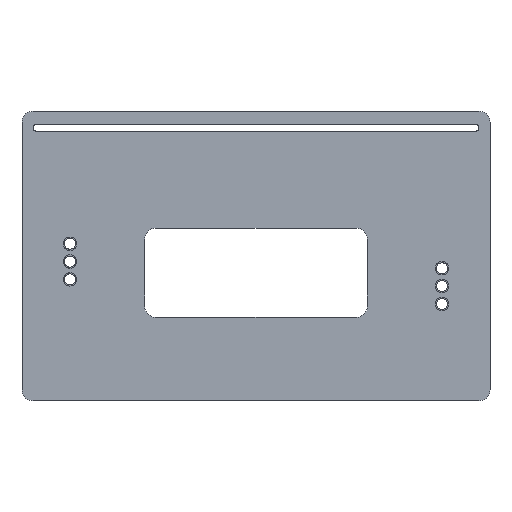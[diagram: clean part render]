
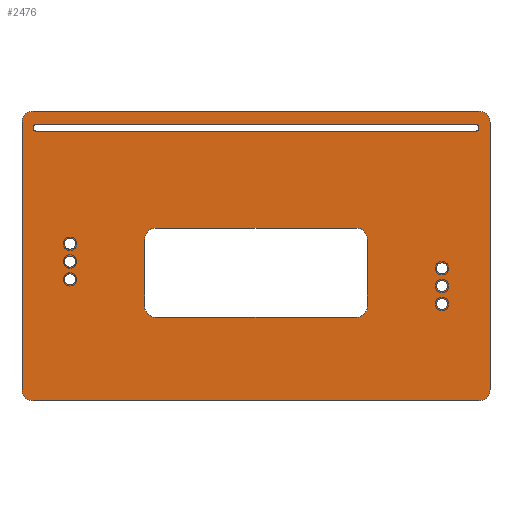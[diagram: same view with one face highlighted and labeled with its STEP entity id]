
A CAD part, front view. The second image highlights one B-rep face of the part: STEP entity #2476.
In plain terms, the highlighted planar face has unit normal (0, -1, 0).
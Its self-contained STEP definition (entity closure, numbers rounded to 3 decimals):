
#1=DIRECTION('',(1.,0.,0.));
#2=VECTOR('',#1,90.);
#3=CARTESIAN_POINT('',(-45.,0.,20.));
#4=LINE('',#3,#2);
#5=DIRECTION('',(0.,0.,1.));
#6=VECTOR('',#5,30.);
#7=CARTESIAN_POINT('',(-50.,0.,-15.));
#8=LINE('',#7,#6);
#9=DIRECTION('',(-1.,0.,0.));
#10=VECTOR('',#9,90.);
#11=CARTESIAN_POINT('',(45.,0.,-20.));
#12=LINE('',#11,#10);
#13=DIRECTION('',(0.,0.,-1.));
#14=VECTOR('',#13,30.);
#15=CARTESIAN_POINT('',(50.,0.,15.));
#16=LINE('',#15,#14);
#17=CARTESIAN_POINT('',(83.5,0.,-6.));
#18=DIRECTION('',(0.,1.,0.));
#19=DIRECTION('',(1.,0.,0.));
#20=AXIS2_PLACEMENT_3D('',#17,#18,#19);
#22=CARTESIAN_POINT('',(83.5,0.,-6.));
#23=DIRECTION('',(0.,1.,0.));
#24=DIRECTION('',(-1.,0.,0.));
#25=AXIS2_PLACEMENT_3D('',#22,#23,#24);
#27=CARTESIAN_POINT('',(83.5,0.,-14.));
#28=DIRECTION('',(0.,1.,0.));
#29=DIRECTION('',(1.,0.,0.));
#30=AXIS2_PLACEMENT_3D('',#27,#28,#29);
#32=CARTESIAN_POINT('',(83.5,0.,-14.));
#33=DIRECTION('',(0.,1.,0.));
#34=DIRECTION('',(-1.,0.,0.));
#35=AXIS2_PLACEMENT_3D('',#32,#33,#34);
#37=CARTESIAN_POINT('',(83.5,0.,2.));
#38=DIRECTION('',(0.,1.,0.));
#39=DIRECTION('',(1.,0.,0.));
#40=AXIS2_PLACEMENT_3D('',#37,#38,#39);
#42=CARTESIAN_POINT('',(83.5,0.,2.));
#43=DIRECTION('',(0.,1.,0.));
#44=DIRECTION('',(-1.,0.,0.));
#45=AXIS2_PLACEMENT_3D('',#42,#43,#44);
#47=CARTESIAN_POINT('',(-83.5,0.,5.));
#48=DIRECTION('',(0.,1.,0.));
#49=DIRECTION('',(1.,0.,0.));
#50=AXIS2_PLACEMENT_3D('',#47,#48,#49);
#52=CARTESIAN_POINT('',(-83.5,0.,5.));
#53=DIRECTION('',(0.,1.,0.));
#54=DIRECTION('',(-1.,0.,0.));
#55=AXIS2_PLACEMENT_3D('',#52,#53,#54);
#57=CARTESIAN_POINT('',(-83.5,0.,-3.));
#58=DIRECTION('',(0.,1.,0.));
#59=DIRECTION('',(1.,0.,0.));
#60=AXIS2_PLACEMENT_3D('',#57,#58,#59);
#62=CARTESIAN_POINT('',(-83.5,0.,-3.));
#63=DIRECTION('',(0.,1.,0.));
#64=DIRECTION('',(-1.,0.,0.));
#65=AXIS2_PLACEMENT_3D('',#62,#63,#64);
#67=CARTESIAN_POINT('',(-83.5,0.,13.));
#68=DIRECTION('',(0.,1.,0.));
#69=DIRECTION('',(1.,0.,0.));
#70=AXIS2_PLACEMENT_3D('',#67,#68,#69);
#72=CARTESIAN_POINT('',(-83.5,0.,13.));
#73=DIRECTION('',(0.,1.,0.));
#74=DIRECTION('',(-1.,0.,0.));
#75=AXIS2_PLACEMENT_3D('',#72,#73,#74);
#77=DIRECTION('',(-1.,0.,0.));
#78=VECTOR('',#77,197.);
#79=CARTESIAN_POINT('',(98.5,0.,63.5));
#80=LINE('',#79,#78);
#81=CARTESIAN_POINT('',(98.5,0.,65.));
#82=DIRECTION('',(0.,-1.,0.));
#83=DIRECTION('',(0.,0.,-1.));
#84=AXIS2_PLACEMENT_3D('',#81,#82,#83);
#86=DIRECTION('',(1.,0.,0.));
#87=VECTOR('',#86,197.);
#88=CARTESIAN_POINT('',(-98.5,0.,66.5));
#89=LINE('',#88,#87);
#90=CARTESIAN_POINT('',(-98.5,0.,65.));
#91=DIRECTION('',(0.,-1.,0.));
#92=DIRECTION('',(0.,0.,1.));
#93=AXIS2_PLACEMENT_3D('',#90,#91,#92);
#95=CARTESIAN_POINT('',(-100.,0.,-52.5));
#96=DIRECTION('',(0.,-1.,0.));
#97=DIRECTION('',(-1.,0.,0.));
#98=AXIS2_PLACEMENT_3D('',#95,#96,#97);
#100=DIRECTION('',(0.,0.,1.));
#101=VECTOR('',#100,120.);
#102=CARTESIAN_POINT('',(-105.,0.,-52.5));
#103=LINE('',#102,#101);
#104=CARTESIAN_POINT('',(-100.,0.,67.5));
#105=DIRECTION('',(0.,-1.,0.));
#106=DIRECTION('',(0.,0.,1.));
#107=AXIS2_PLACEMENT_3D('',#104,#105,#106);
#109=CARTESIAN_POINT('',(100.,0.,67.5));
#110=DIRECTION('',(0.,-1.,0.));
#111=DIRECTION('',(1.,0.,0.));
#112=AXIS2_PLACEMENT_3D('',#109,#110,#111);
#114=DIRECTION('',(0.,0.,-1.));
#115=VECTOR('',#114,120.);
#116=CARTESIAN_POINT('',(105.,0.,67.5));
#117=LINE('',#116,#115);
#118=CARTESIAN_POINT('',(100.,0.,-52.5));
#119=DIRECTION('',(0.,-1.,0.));
#120=DIRECTION('',(0.,0.,-1.));
#121=AXIS2_PLACEMENT_3D('',#118,#119,#120);
#123=DIRECTION('',(-1.,0.,0.));
#124=VECTOR('',#123,200.);
#125=CARTESIAN_POINT('',(100.,0.,-57.5));
#126=LINE('',#125,#124);
#398=CARTESIAN_POINT('',(45.,0.,-15.));
#399=DIRECTION('',(0.,1.,0.));
#400=DIRECTION('',(1.,0.,0.));
#401=AXIS2_PLACEMENT_3D('',#398,#399,#400);
#416=CARTESIAN_POINT('',(45.,0.,15.));
#417=DIRECTION('',(0.,1.,0.));
#418=DIRECTION('',(0.,0.,1.));
#419=AXIS2_PLACEMENT_3D('',#416,#417,#418);
#426=CARTESIAN_POINT('',(-45.,0.,-15.));
#427=DIRECTION('',(0.,1.,0.));
#428=DIRECTION('',(0.,0.,-1.));
#429=AXIS2_PLACEMENT_3D('',#426,#427,#428);
#444=CARTESIAN_POINT('',(-45.,0.,15.));
#445=DIRECTION('',(0.,1.,0.));
#446=DIRECTION('',(-1.,0.,0.));
#447=AXIS2_PLACEMENT_3D('',#444,#445,#446);
#1840=DIRECTION('',(1.,0.,0.));
#1841=VECTOR('',#1840,200.);
#1842=CARTESIAN_POINT('',(-100.,0.,72.5));
#1843=LINE('',#1842,#1841);
#1850=CARTESIAN_POINT('',(-50.,0.,-15.));
#1852=VERTEX_POINT('',#1850);
#1854=CARTESIAN_POINT('',(-45.,0.,-20.));
#1856=VERTEX_POINT('',#1854);
#1858=CARTESIAN_POINT('',(-45.,0.,20.));
#1860=VERTEX_POINT('',#1858);
#1862=CARTESIAN_POINT('',(-50.,0.,15.));
#1864=VERTEX_POINT('',#1862);
#1866=CARTESIAN_POINT('',(45.,0.,-20.));
#1868=VERTEX_POINT('',#1866);
#1870=CARTESIAN_POINT('',(50.,0.,-15.));
#1872=VERTEX_POINT('',#1870);
#1874=CARTESIAN_POINT('',(50.,0.,15.));
#1876=VERTEX_POINT('',#1874);
#1878=CARTESIAN_POINT('',(45.,0.,20.));
#1880=VERTEX_POINT('',#1878);
#1917=CARTESIAN_POINT('',(86.,0.,-6.));
#1918=VERTEX_POINT('',#1917);
#1919=CARTESIAN_POINT('',(81.,0.,-6.));
#1920=VERTEX_POINT('',#1919);
#1925=CARTESIAN_POINT('',(-81.,0.,5.));
#1926=VERTEX_POINT('',#1925);
#1927=CARTESIAN_POINT('',(-86.,0.,5.));
#1928=VERTEX_POINT('',#1927);
#1990=CARTESIAN_POINT('',(98.5,0.,66.5));
#1992=VERTEX_POINT('',#1990);
#1994=CARTESIAN_POINT('',(98.5,0.,63.5));
#1996=VERTEX_POINT('',#1994);
#1998=CARTESIAN_POINT('',(-98.5,0.,66.5));
#2000=VERTEX_POINT('',#1998);
#2002=CARTESIAN_POINT('',(-98.5,0.,63.5));
#2004=VERTEX_POINT('',#2002);
#2005=CARTESIAN_POINT('',(86.,0.,-14.));
#2006=CARTESIAN_POINT('',(81.,0.,-14.));
#2007=VERTEX_POINT('',#2005);
#2008=VERTEX_POINT('',#2006);
#2013=CARTESIAN_POINT('',(86.,0.,2.));
#2014=CARTESIAN_POINT('',(81.,0.,2.));
#2015=VERTEX_POINT('',#2013);
#2016=VERTEX_POINT('',#2014);
#2021=CARTESIAN_POINT('',(-81.,0.,-3.));
#2022=CARTESIAN_POINT('',(-86.,0.,-3.));
#2023=VERTEX_POINT('',#2021);
#2024=VERTEX_POINT('',#2022);
#2029=CARTESIAN_POINT('',(-81.,0.,13.));
#2030=CARTESIAN_POINT('',(-86.,0.,13.));
#2031=VERTEX_POINT('',#2029);
#2032=VERTEX_POINT('',#2030);
#2309=CARTESIAN_POINT('',(-105.,0.,-52.5));
#2310=CARTESIAN_POINT('',(-100.,0.,-57.5));
#2311=VERTEX_POINT('',#2309);
#2312=VERTEX_POINT('',#2310);
#2317=CARTESIAN_POINT('',(100.,0.,-57.5));
#2318=CARTESIAN_POINT('',(105.,0.,-52.5));
#2319=VERTEX_POINT('',#2317);
#2320=VERTEX_POINT('',#2318);
#2333=CARTESIAN_POINT('',(-100.,0.,72.5));
#2334=CARTESIAN_POINT('',(-105.,0.,67.5));
#2335=VERTEX_POINT('',#2333);
#2336=VERTEX_POINT('',#2334);
#2353=CARTESIAN_POINT('',(105.,0.,67.5));
#2354=VERTEX_POINT('',#2353);
#2355=CARTESIAN_POINT('',(100.,0.,72.5));
#2356=VERTEX_POINT('',#2355);
#2389=CARTESIAN_POINT('',(0.,0.,0.));
#2390=DIRECTION('',(0.,1.,0.));
#2391=DIRECTION('',(1.,0.,0.));
#2392=AXIS2_PLACEMENT_3D('',#2389,#2390,#2391);
#2393=PLANE('',#2392);
#2395=ORIENTED_EDGE('',*,*,#2394,.F.);
#2397=ORIENTED_EDGE('',*,*,#2396,.T.);
#2399=ORIENTED_EDGE('',*,*,#2398,.F.);
#2401=ORIENTED_EDGE('',*,*,#2400,.T.);
#2403=ORIENTED_EDGE('',*,*,#2402,.F.);
#2405=ORIENTED_EDGE('',*,*,#2404,.T.);
#2407=ORIENTED_EDGE('',*,*,#2406,.F.);
#2409=ORIENTED_EDGE('',*,*,#2408,.T.);
#2410=EDGE_LOOP('',(#2395,#2397,#2399,#2401,#2403,#2405,#2407,#2409));
#2411=FACE_OUTER_BOUND('',#2410,.F.);
#2413=ORIENTED_EDGE('',*,*,#2412,.F.);
#2415=ORIENTED_EDGE('',*,*,#2414,.F.);
#2416=EDGE_LOOP('',(#2413,#2415));
#2417=FACE_BOUND('',#2416,.F.);
#2419=ORIENTED_EDGE('',*,*,#2418,.F.);
#2421=ORIENTED_EDGE('',*,*,#2420,.F.);
#2422=EDGE_LOOP('',(#2419,#2421));
#2423=FACE_BOUND('',#2422,.F.);
#2425=ORIENTED_EDGE('',*,*,#2424,.F.);
#2427=ORIENTED_EDGE('',*,*,#2426,.F.);
#2428=EDGE_LOOP('',(#2425,#2427));
#2429=FACE_BOUND('',#2428,.F.);
#2431=ORIENTED_EDGE('',*,*,#2430,.F.);
#2433=ORIENTED_EDGE('',*,*,#2432,.F.);
#2434=EDGE_LOOP('',(#2431,#2433));
#2435=FACE_BOUND('',#2434,.F.);
#2437=ORIENTED_EDGE('',*,*,#2436,.F.);
#2439=ORIENTED_EDGE('',*,*,#2438,.F.);
#2440=EDGE_LOOP('',(#2437,#2439));
#2441=FACE_BOUND('',#2440,.F.);
#2443=ORIENTED_EDGE('',*,*,#2442,.F.);
#2445=ORIENTED_EDGE('',*,*,#2444,.F.);
#2446=EDGE_LOOP('',(#2443,#2445));
#2447=FACE_BOUND('',#2446,.F.);
#2449=ORIENTED_EDGE('',*,*,#2448,.F.);
#2451=ORIENTED_EDGE('',*,*,#2450,.T.);
#2453=ORIENTED_EDGE('',*,*,#2452,.F.);
#2455=ORIENTED_EDGE('',*,*,#2454,.T.);
#2456=EDGE_LOOP('',(#2449,#2451,#2453,#2455));
#2457=FACE_BOUND('',#2456,.F.);
#2459=ORIENTED_EDGE('',*,*,#2458,.F.);
#2461=ORIENTED_EDGE('',*,*,#2460,.F.);
#2463=ORIENTED_EDGE('',*,*,#2462,.F.);
#2465=ORIENTED_EDGE('',*,*,#2464,.F.);
#2467=ORIENTED_EDGE('',*,*,#2466,.F.);
#2469=ORIENTED_EDGE('',*,*,#2468,.F.);
#2471=ORIENTED_EDGE('',*,*,#2470,.F.);
#2473=ORIENTED_EDGE('',*,*,#2472,.F.);
#2474=EDGE_LOOP('',(#2459,#2461,#2463,#2465,#2467,#2469,#2471,#2473));
#2475=FACE_BOUND('',#2474,.F.);
#2476=ADVANCED_FACE('',(#2411,#2417,#2423,#2429,#2435,#2441,#2447,#2457,#2475),
#2393,.F.);
#21=CIRCLE('',#20,2.5);
#26=CIRCLE('',#25,2.5);
#31=CIRCLE('',#30,2.5);
#36=CIRCLE('',#35,2.5);
#41=CIRCLE('',#40,2.5);
#46=CIRCLE('',#45,2.5);
#51=CIRCLE('',#50,2.5);
#56=CIRCLE('',#55,2.5);
#61=CIRCLE('',#60,2.5);
#66=CIRCLE('',#65,2.5);
#71=CIRCLE('',#70,2.5);
#76=CIRCLE('',#75,2.5);
#85=CIRCLE('',#84,1.5);
#94=CIRCLE('',#93,1.5);
#99=CIRCLE('',#98,5.);
#108=CIRCLE('',#107,5.);
#113=CIRCLE('',#112,5.);
#122=CIRCLE('',#121,5.);
#402=CIRCLE('',#401,5.);
#420=CIRCLE('',#419,5.);
#430=CIRCLE('',#429,5.);
#448=CIRCLE('',#447,5.);
#2394=EDGE_CURVE('',#2311,#2312,#99,.T.);
#2396=EDGE_CURVE('',#2311,#2336,#103,.T.);
#2398=EDGE_CURVE('',#2335,#2336,#108,.T.);
#2400=EDGE_CURVE('',#2335,#2356,#1843,.T.);
#2402=EDGE_CURVE('',#2354,#2356,#113,.T.);
#2404=EDGE_CURVE('',#2354,#2320,#117,.T.);
#2406=EDGE_CURVE('',#2319,#2320,#122,.T.);
#2408=EDGE_CURVE('',#2319,#2312,#126,.T.);
#2412=EDGE_CURVE('',#1918,#1920,#21,.T.);
#2414=EDGE_CURVE('',#1920,#1918,#26,.T.);
#2418=EDGE_CURVE('',#2007,#2008,#31,.T.);
#2420=EDGE_CURVE('',#2008,#2007,#36,.T.);
#2424=EDGE_CURVE('',#2015,#2016,#41,.T.);
#2426=EDGE_CURVE('',#2016,#2015,#46,.T.);
#2430=EDGE_CURVE('',#1926,#1928,#51,.T.);
#2432=EDGE_CURVE('',#1928,#1926,#56,.T.);
#2436=EDGE_CURVE('',#2023,#2024,#61,.T.);
#2438=EDGE_CURVE('',#2024,#2023,#66,.T.);
#2442=EDGE_CURVE('',#2031,#2032,#71,.T.);
#2444=EDGE_CURVE('',#2032,#2031,#76,.T.);
#2448=EDGE_CURVE('',#1996,#2004,#80,.T.);
#2450=EDGE_CURVE('',#1996,#1992,#85,.T.);
#2452=EDGE_CURVE('',#2000,#1992,#89,.T.);
#2454=EDGE_CURVE('',#2000,#2004,#94,.T.);
#2458=EDGE_CURVE('',#1860,#1880,#4,.T.);
#2460=EDGE_CURVE('',#1864,#1860,#448,.T.);
#2462=EDGE_CURVE('',#1852,#1864,#8,.T.);
#2464=EDGE_CURVE('',#1856,#1852,#430,.T.);
#2466=EDGE_CURVE('',#1868,#1856,#12,.T.);
#2468=EDGE_CURVE('',#1872,#1868,#402,.T.);
#2470=EDGE_CURVE('',#1876,#1872,#16,.T.);
#2472=EDGE_CURVE('',#1880,#1876,#420,.T.);
